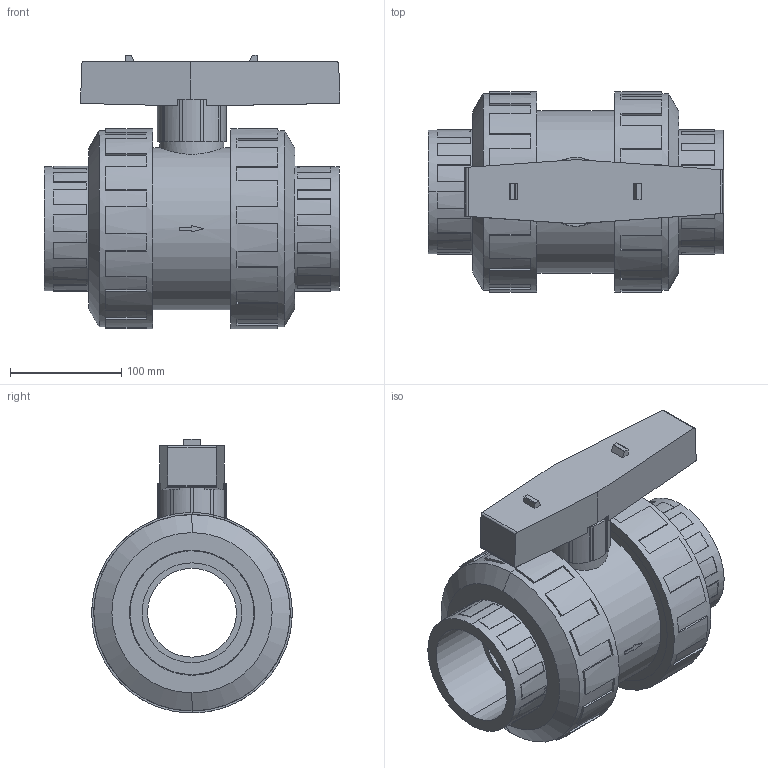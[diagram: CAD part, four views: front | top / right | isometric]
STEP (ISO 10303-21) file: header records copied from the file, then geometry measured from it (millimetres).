
FILE_DESCRIPTION(('STEP AP214'),'1');
FILE_NAME('cctmp_7C10FBCD-70AA-4A92-B67A-59C1F49ED4A1_2018_12_14_14_6_43_359..stp','2018-12-14T13:06:43',('Praher Valves GmbH'),('CADClick - www.CADClick.com'),'Spatial InterOp 3D',' ','unknown authorization');
FILE_SCHEMA(('AUTOMOTIVE_DESIGN'));
Length unit declared in the file: millimetre
Products named in the file (1): 128429
Bounding box: 266.5 x 180.5 x 246.75 mm (x, y, z)
Volume: 3694894.9 mm3; surface area: 453162 mm2
Topology: 1 solids, 1 shells, 386 faces, 1076 edges, 711 vertices
Faces by surface type: plane 318, cylinder 64, cone 4
Entity records: 15691 total; most frequent: CARTESIAN_POINT 2305, DIRECTION 2205, ORIENTED_EDGE 2152, EDGE_CURVE 1076, AXIS2_PLACEMENT_3D 745, LINE 715, VECTOR 715, VERTEX_POINT 711
